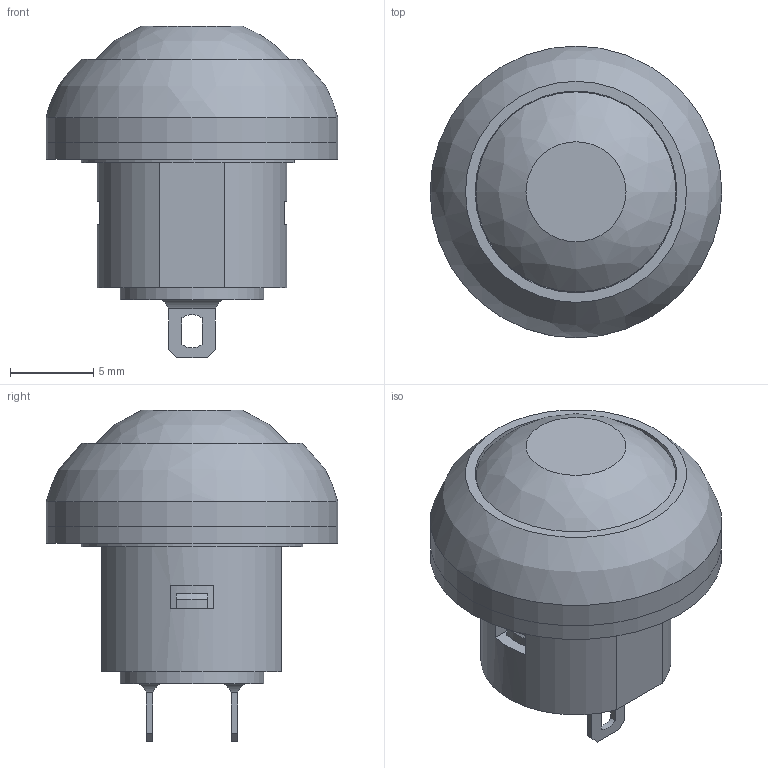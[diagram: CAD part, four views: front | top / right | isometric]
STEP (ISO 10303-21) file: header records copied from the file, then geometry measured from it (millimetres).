
FILE_DESCRIPTION((''),'2;1');
FILE_NAME('RP8300B2M1CECHRBLKNIL.stp','2012-06-25T13:15:22',('rcelander'),(''),'Autodesk Inventor 11','Autodesk Inventor 11','');
FILE_SCHEMA(('AUTOMOTIVE_DESIGN { 1 0 10303 214 1 1 1 1 }'));
Length unit declared in the file: millimetre
Products named in the file (10): T083000; RP8100 Threaded Housing; RP8100 Plunger; RP8100 Rubber Dome; RP8100 Moving Contact; RP8100 Base; RP8100 M1 Terminal; RP8100 Button Black; RP8100 Seal ; T081103
Assembly tree (9 placements, depth 2):
  T083000
    RP8100 Threaded Housing
    RP8100 Plunger
    RP8100 Rubber Dome
    RP8100 Moving Contact
    RP8100 Base
    RP8100 M1 Terminal
    RP8100 Button Black
    RP8100 Seal 
    T081103
Bounding box: 17.5 x 17.5 x 19.9 mm (x, y, z)
Volume: 1847.8 mm3; surface area: 3418.8 mm2
Topology: 10 solids, 10 shells, 186 faces, 451 edges, 293 vertices
Faces by surface type: plane 120, cylinder 47, cone 11, bspline 7, torus 1
Full cylindrical faces by diameter (mm): 2.2 x1, 2.6 x1, 4 x1, 4.95 x1, 5.1 x1, 5.6 x1, 7 x1, 7.2 x1, 7.55 x1, 8.6 x2, 9 x1, 9.5 x1, 10 x1, 11.1 x1, 11.6 x1, 12 x1, 12.1 x1, 13.6 x1, 17.5 x2
Entity records: 5717 total; most frequent: CARTESIAN_POINT 1092, DIRECTION 948, ORIENTED_EDGE 840, EDGE_CURVE 420, AXIS2_PLACEMENT_3D 346, VERTEX_POINT 289, VECTOR 256, LINE 256
